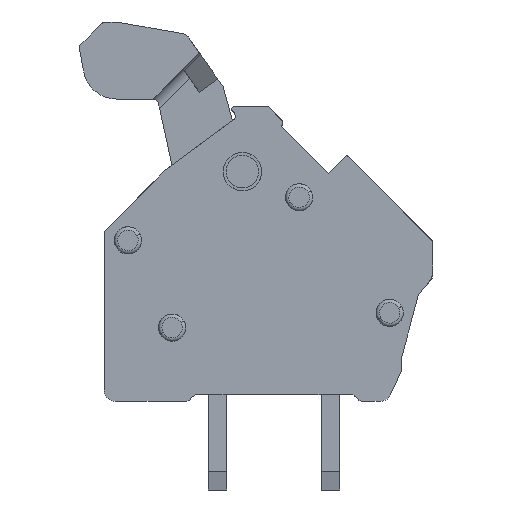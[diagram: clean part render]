
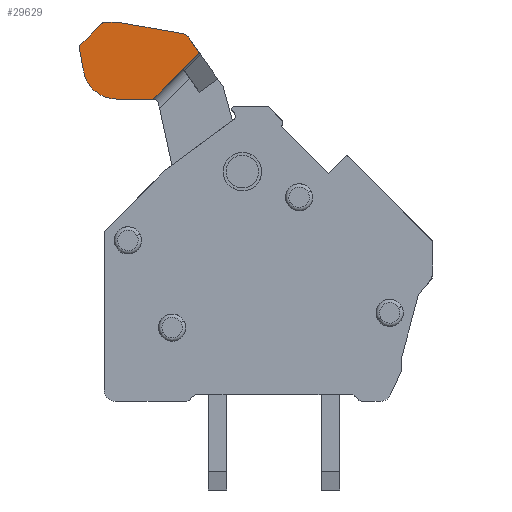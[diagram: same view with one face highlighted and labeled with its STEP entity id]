
A CAD part, left-side view. The second image highlights one B-rep face of the part: STEP entity #29629.
In plain terms, the highlighted planar face has unit normal (-1, 0, 0).
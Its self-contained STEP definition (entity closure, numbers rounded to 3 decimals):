
#29314=AXIS2_PLACEMENT_3D('Circle Axis2P3D',#29312,#29313,$) ;
#29552=AXIS2_PLACEMENT_3D('Plane Axis2P3D',#29549,#29550,#29551) ;
#29556=AXIS2_PLACEMENT_3D('Circle Axis2P3D',#29554,#29555,$) ;
#29572=AXIS2_PLACEMENT_3D('Circle Axis2P3D',#29570,#29571,$) ;
#29600=AXIS2_PLACEMENT_3D('Circle Axis2P3D',#29598,#29599,$) ;
#29605=AXIS2_PLACEMENT_3D('Circle Axis2P3D',#29603,#29604,$) ;
#29288=CARTESIAN_POINT('Vertex',(2.163,13.94,20.647)) ;
#29309=CARTESIAN_POINT('Vertex',(2.163,13.957,20.648)) ;
#29312=CARTESIAN_POINT('Axis2P3D Location',(2.163,13.957,20.548)) ;
#29404=CARTESIAN_POINT('Line Origine',(2.163,12.476,20.389)) ;
#29408=CARTESIAN_POINT('Vertex',(2.163,11.013,20.131)) ;
#29533=CARTESIAN_POINT('Vertex',(2.163,14.439,20.648)) ;
#29536=CARTESIAN_POINT('Line Origine',(2.163,14.198,20.648)) ;
#29549=CARTESIAN_POINT('Axis2P3D Location',(2.163,9.601,4.448)) ;
#29554=CARTESIAN_POINT('Axis2P3D Location',(2.163,15.501,19.548)) ;
#29558=CARTESIAN_POINT('Vertex',(2.163,15.572,19.619)) ;
#29560=CARTESIAN_POINT('Vertex',(2.163,15.6,19.531)) ;
#29563=CARTESIAN_POINT('Line Origine',(2.163,15.508,19.009)) ;
#29567=CARTESIAN_POINT('Vertex',(2.163,15.416,18.488)) ;
#29570=CARTESIAN_POINT('Axis2P3D Location',(2.163,13.938,18.748)) ;
#29574=CARTESIAN_POINT('Vertex',(2.163,13.938,17.248)) ;
#29577=CARTESIAN_POINT('Line Origine',(2.163,13.142,17.248)) ;
#29581=CARTESIAN_POINT('Vertex',(2.163,12.346,17.248)) ;
#29584=CARTESIAN_POINT('Line Origine',(2.163,11.323,18.271)) ;
#29588=CARTESIAN_POINT('Vertex',(2.163,10.301,19.293)) ;
#29591=CARTESIAN_POINT('Line Origine',(2.163,10.544,19.64)) ;
#29595=CARTESIAN_POINT('Vertex',(2.163,10.787,19.987)) ;
#29598=CARTESIAN_POINT('Axis2P3D Location',(2.163,11.073,19.786)) ;
#29603=CARTESIAN_POINT('Axis2P3D Location',(2.163,14.439,20.398)) ;
#29607=CARTESIAN_POINT('Vertex',(2.163,14.616,20.575)) ;
#29610=CARTESIAN_POINT('Line Origine',(2.163,15.094,20.097)) ;
#29313=DIRECTION('Axis2P3D Direction',(-1.,0.,0.)) ;
#29405=DIRECTION('Vector Direction',(0.,-0.985,-0.174)) ;
#29537=DIRECTION('Vector Direction',(0.,-1.,0.)) ;
#29550=DIRECTION('Axis2P3D Direction',(-1.,0.,0.)) ;
#29551=DIRECTION('Axis2P3D XDirection',(0.,-1.,0.)) ;
#29555=DIRECTION('Axis2P3D Direction',(-1.,0.,0.)) ;
#29564=DIRECTION('Vector Direction',(0.,0.174,0.985)) ;
#29571=DIRECTION('Axis2P3D Direction',(-1.,0.,0.)) ;
#29578=DIRECTION('Vector Direction',(0.,1.,0.)) ;
#29585=DIRECTION('Vector Direction',(0.,0.707,-0.707)) ;
#29592=DIRECTION('Vector Direction',(0.,0.574,0.819)) ;
#29599=DIRECTION('Axis2P3D Direction',(-1.,0.,0.)) ;
#29604=DIRECTION('Axis2P3D Direction',(-1.,0.,0.)) ;
#29611=DIRECTION('Vector Direction',(0.,-0.707,0.707)) ;
#29406=VECTOR('Line Direction',#29405,1.) ;
#29538=VECTOR('Line Direction',#29537,1.) ;
#29565=VECTOR('Line Direction',#29564,1.) ;
#29579=VECTOR('Line Direction',#29578,1.) ;
#29586=VECTOR('Line Direction',#29585,1.) ;
#29593=VECTOR('Line Direction',#29592,1.) ;
#29612=VECTOR('Line Direction',#29611,1.) ;
#29616=ORIENTED_EDGE('',*,*,#29562,.T.) ;
#29617=ORIENTED_EDGE('',*,*,#29569,.T.) ;
#29618=ORIENTED_EDGE('',*,*,#29576,.T.) ;
#29619=ORIENTED_EDGE('',*,*,#29583,.T.) ;
#29620=ORIENTED_EDGE('',*,*,#29590,.T.) ;
#29621=ORIENTED_EDGE('',*,*,#29597,.T.) ;
#29622=ORIENTED_EDGE('',*,*,#29602,.T.) ;
#29623=ORIENTED_EDGE('',*,*,#29410,.T.) ;
#29624=ORIENTED_EDGE('',*,*,#29316,.T.) ;
#29625=ORIENTED_EDGE('',*,*,#29540,.T.) ;
#29626=ORIENTED_EDGE('',*,*,#29609,.T.) ;
#29627=ORIENTED_EDGE('',*,*,#29614,.T.) ;
#29629=ADVANCED_FACE('LMZFL5.00_Lever.1\\Lever_LMZFL5.00.1',(#29628),#29553,.T.) ;
#29315=CIRCLE('generated circle',#29314,0.1) ;
#29557=CIRCLE('generated circle',#29556,0.1) ;
#29573=CIRCLE('generated circle',#29572,1.5) ;
#29601=CIRCLE('generated circle',#29600,0.35) ;
#29606=CIRCLE('generated circle',#29605,0.25) ;
#29316=EDGE_CURVE('',#29289,#29310,#29315,.T.) ;
#29410=EDGE_CURVE('',#29409,#29289,#29407,.F.) ;
#29540=EDGE_CURVE('',#29310,#29534,#29539,.F.) ;
#29562=EDGE_CURVE('',#29559,#29561,#29557,.T.) ;
#29569=EDGE_CURVE('',#29561,#29568,#29566,.F.) ;
#29576=EDGE_CURVE('',#29568,#29575,#29573,.T.) ;
#29583=EDGE_CURVE('',#29575,#29582,#29580,.F.) ;
#29590=EDGE_CURVE('',#29582,#29589,#29587,.F.) ;
#29597=EDGE_CURVE('',#29589,#29596,#29594,.T.) ;
#29602=EDGE_CURVE('',#29596,#29409,#29601,.T.) ;
#29609=EDGE_CURVE('',#29534,#29608,#29606,.T.) ;
#29614=EDGE_CURVE('',#29608,#29559,#29613,.F.) ;
#29615=EDGE_LOOP('',(#29616,#29617,#29618,#29619,#29620,#29621,#29622,#29623,#29624,#29625,#29626,#29627)) ;
#29628=FACE_OUTER_BOUND('',#29615,.T.) ;
#29407=LINE('Line',#29404,#29406) ;
#29539=LINE('Line',#29536,#29538) ;
#29566=LINE('Line',#29563,#29565) ;
#29580=LINE('Line',#29577,#29579) ;
#29587=LINE('Line',#29584,#29586) ;
#29594=LINE('Line',#29591,#29593) ;
#29613=LINE('Line',#29610,#29612) ;
#29553=PLANE('',#29552) ;
#29289=VERTEX_POINT('',#29288) ;
#29310=VERTEX_POINT('',#29309) ;
#29409=VERTEX_POINT('',#29408) ;
#29534=VERTEX_POINT('',#29533) ;
#29559=VERTEX_POINT('',#29558) ;
#29561=VERTEX_POINT('',#29560) ;
#29568=VERTEX_POINT('',#29567) ;
#29575=VERTEX_POINT('',#29574) ;
#29582=VERTEX_POINT('',#29581) ;
#29589=VERTEX_POINT('',#29588) ;
#29596=VERTEX_POINT('',#29595) ;
#29608=VERTEX_POINT('',#29607) ;
